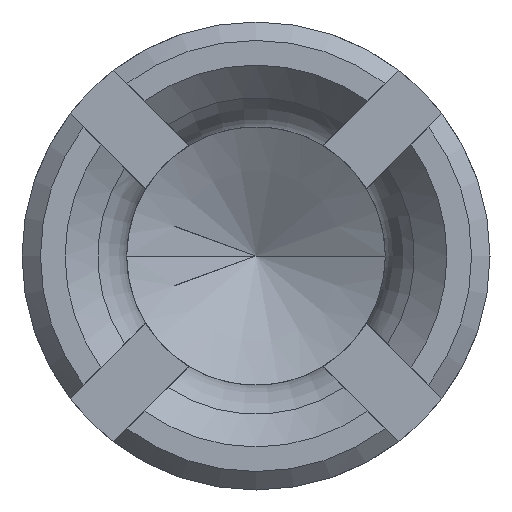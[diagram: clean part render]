
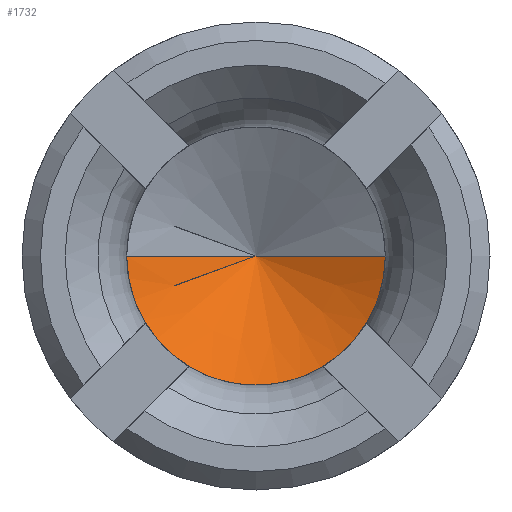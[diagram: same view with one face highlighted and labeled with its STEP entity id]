
A CAD part, left-side view. The second image highlights one B-rep face of the part: STEP entity #1732.
In plain terms, the highlighted conical face has half-angle 60 degrees and reference radius 0.536 mm.
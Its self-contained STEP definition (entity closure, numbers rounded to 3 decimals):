
#778=DIRECTION('',(0.5,-0.866,0.));
#779=VECTOR('',#778,1.212);
#780=CARTESIAN_POINT('',(-0.6,1.05,0.));
#781=LINE('',#780,#779);
#782=DIRECTION('',(0.5,0.866,0.));
#783=VECTOR('',#782,1.212);
#784=CARTESIAN_POINT('',(-0.6,-1.05,0.));
#785=LINE('',#784,#783);
#786=CARTESIAN_POINT('',(-0.6,0.,0.));
#787=DIRECTION('',(-1.,0.,0.));
#788=DIRECTION('',(0.,1.,0.));
#789=AXIS2_PLACEMENT_3D('',#786,#787,#788);
#822=CARTESIAN_POINT('',(-0.6,1.05,0.));
#823=CARTESIAN_POINT('',(0.006,0.,0.));
#824=VERTEX_POINT('',#822);
#825=VERTEX_POINT('',#823);
#838=CARTESIAN_POINT('',(-0.6,-1.05,0.));
#839=VERTEX_POINT('',#838);
#1720=CARTESIAN_POINT('',(-0.303,0.,0.));
#1721=DIRECTION('',(-1.,0.,0.));
#1722=DIRECTION('',(0.,1.,0.));
#1723=AXIS2_PLACEMENT_3D('',#1720,#1721,#1722);
#1724=CONICAL_SURFACE('',#1723,0.536,60.);
#1726=ORIENTED_EDGE('',*,*,#1725,.T.);
#1728=ORIENTED_EDGE('',*,*,#1727,.F.);
#1729=ORIENTED_EDGE('',*,*,#1704,.F.);
#1730=EDGE_LOOP('',(#1726,#1728,#1729));
#1731=FACE_OUTER_BOUND('',#1730,.F.);
#1732=ADVANCED_FACE('',(#1731),#1724,.F.);
#790=CIRCLE('',#789,1.05);
#1704=EDGE_CURVE('',#824,#839,#790,.T.);
#1725=EDGE_CURVE('',#824,#825,#781,.T.);
#1727=EDGE_CURVE('',#839,#825,#785,.T.);
